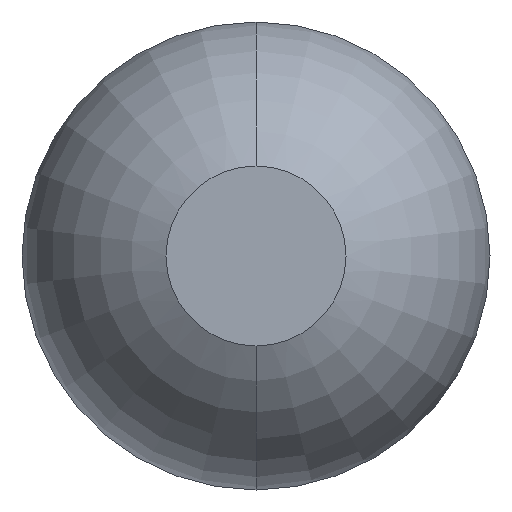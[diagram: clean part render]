
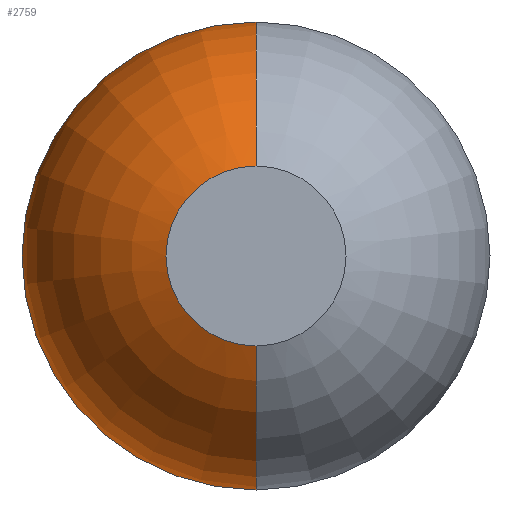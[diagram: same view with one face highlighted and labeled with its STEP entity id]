
A CAD part, front view. The second image highlights one B-rep face of the part: STEP entity #2759.
In plain terms, the highlighted toroidal (fillet/blend) face has major radius 0.01 mm and minor radius 0.4 mm.
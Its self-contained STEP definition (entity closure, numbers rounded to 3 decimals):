
#54 = CIRCLE ( 'NONE', #566, 0.4 ) ;
#59 = DIRECTION ( 'NONE',  ( -1., 0., 0. ) ) ;
#315 = CARTESIAN_POINT ( 'NONE',  ( 0., -27.333, 0.39 ) ) ;
#440 = DIRECTION ( 'NONE',  ( 0., 0., 1. ) ) ;
#566 = AXIS2_PLACEMENT_3D ( 'NONE', #1047, #4137, #3418 ) ;
#747 = CARTESIAN_POINT ( 'NONE',  ( 0., -27.333, -0.01 ) ) ;
#763 = CARTESIAN_POINT ( 'NONE',  ( 0., -27.7, -0.15 ) ) ;
#895 = VERTEX_POINT ( 'NONE', #1974 ) ;
#1047 = CARTESIAN_POINT ( 'NONE',  ( 0., -27.333, 0.01 ) ) ;
#1088 = DIRECTION ( 'NONE',  ( 0., 0., 1. ) ) ;
#1164 = TOROIDAL_SURFACE ( 'NONE', #3061, -0.01, 0.4 ) ;
#1201 = AXIS2_PLACEMENT_3D ( 'NONE', #1369, #3129, #3792 ) ;
#1273 = ORIENTED_EDGE ( 'NONE', *, *, #1310, .F. ) ;
#1310 = EDGE_CURVE ( 'Defeature ausgef�hrt3_7+Defeature ausgef�hrt3_6+Defeature ausgef�hrt3_6+Defeature ausgef�hrt3_6', #1694, #1512, #3703, .T. ) ;
#1369 = CARTESIAN_POINT ( 'NONE',  ( 0., -27.333, 0. ) ) ;
#1512 = VERTEX_POINT ( 'NONE', #315 ) ;
#1568 = EDGE_CURVE ( 'NONE', #2678, #1694, #54, .T. ) ;
#1694 = VERTEX_POINT ( 'NONE', #4266 ) ;
#1860 = CIRCLE ( 'NONE', #3532, 0.15 ) ;
#1974 = CARTESIAN_POINT ( 'NONE',  ( 0., -27.7, 0.15 ) ) ;
#2043 = CIRCLE ( 'NONE', #2651, 0.4 ) ;
#2123 = ORIENTED_EDGE ( 'NONE', *, *, #1568, .F. ) ;
#2324 = ORIENTED_EDGE ( 'NONE', *, *, #2755, .T. ) ;
#2455 = DIRECTION ( 'NONE',  ( 0., 1., 0. ) ) ;
#2651 = AXIS2_PLACEMENT_3D ( 'NONE', #747, #59, #1088 ) ;
#2678 = VERTEX_POINT ( 'NONE', #763 ) ;
#2725 = CARTESIAN_POINT ( 'NONE',  ( 0., -27.333, 0. ) ) ;
#2755 = EDGE_CURVE ( 'NONE', #895, #1512, #2043, .T. ) ;
#2759 = ADVANCED_FACE ( 'Defeature ausgef�hrt3_6', ( #2959 ), #1164, .T. ) ;
#2860 = DIRECTION ( 'NONE',  ( 0., 0., 1. ) ) ;
#2959 = FACE_OUTER_BOUND ( 'NONE', #3535, .T. ) ;
#3061 = AXIS2_PLACEMENT_3D ( 'NONE', #2725, #2455, #440 ) ;
#3129 = DIRECTION ( 'NONE',  ( 0., 1., 0. ) ) ;
#3323 = ORIENTED_EDGE ( 'NONE', *, *, #4333, .T. ) ;
#3418 = DIRECTION ( 'NONE',  ( 0., 0., -1. ) ) ;
#3532 = AXIS2_PLACEMENT_3D ( 'NONE', #4222, #4235, #2860 ) ;
#3535 = EDGE_LOOP ( 'NONE', ( #2123, #3323, #2324, #1273 ) ) ;
#3703 = CIRCLE ( 'NONE', #1201, 0.39 ) ;
#3792 = DIRECTION ( 'NONE',  ( 0., 0., 1. ) ) ;
#4137 = DIRECTION ( 'NONE',  ( 1., 0., 0. ) ) ;
#4222 = CARTESIAN_POINT ( 'NONE',  ( 0., -27.7, 0. ) ) ;
#4235 = DIRECTION ( 'NONE',  ( 0., 1., 0. ) ) ;
#4266 = CARTESIAN_POINT ( 'NONE',  ( 0., -27.333, -0.39 ) ) ;
#4333 = EDGE_CURVE ( 'Defeature ausgef�hrt3_6+Defeature ausgef�hrt3_5+Defeature ausgef�hrt3_5+Defeature ausgef�hrt3_5', #2678, #895, #1860, .T. ) ;
